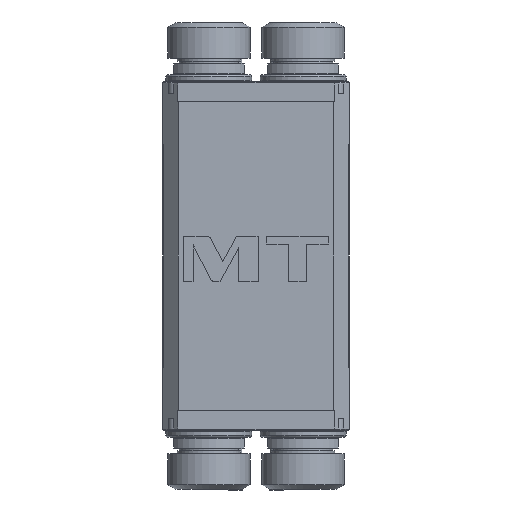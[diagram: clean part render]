
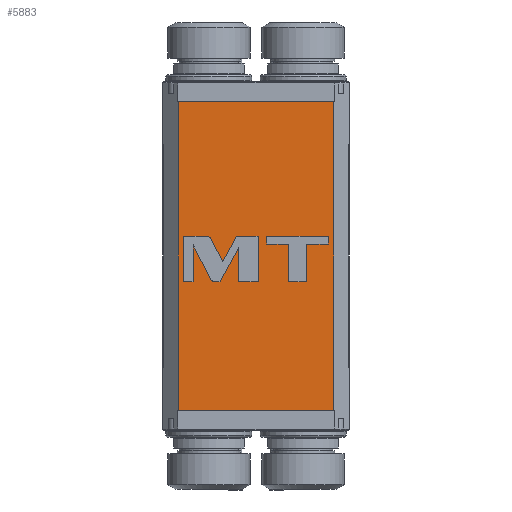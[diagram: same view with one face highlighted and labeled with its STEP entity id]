
A CAD part, left-side view. The second image highlights one B-rep face of the part: STEP entity #5883.
In plain terms, the highlighted planar face has unit normal (-1, 0, 0).
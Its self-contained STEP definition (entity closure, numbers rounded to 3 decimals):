
#74=DIRECTION('',(0.,0.,1.));
#75=VECTOR('',#74,157.);
#76=CARTESIAN_POINT('',(-100.,-39.5,-75.5));
#77=LINE('',#76,#75);
#126=DIRECTION('',(0.,1.,0.));
#127=VECTOR('',#126,79.);
#128=CARTESIAN_POINT('',(-100.,-39.5,81.5));
#129=LINE('',#128,#127);
#130=DIRECTION('',(0.,-1.,0.));
#131=VECTOR('',#130,79.);
#132=CARTESIAN_POINT('',(-100.,39.5,-75.5));
#133=LINE('',#132,#131);
#134=CARTESIAN_POINT('',(-100.,22.775,11.5));
#135=CARTESIAN_POINT('',(-100.,23.253,12.425));
#136=CARTESIAN_POINT('',(-100.,24.198,13.));
#137=CARTESIAN_POINT('',(-100.,25.24,13.));
#139=DIRECTION('',(0.,1.,0.));
#140=VECTOR('',#139,11.582);
#141=CARTESIAN_POINT('',(-100.,25.24,13.));
#142=LINE('',#141,#140);
#143=DIRECTION('',(0.,0.,-1.));
#144=VECTOR('',#143,23.04);
#145=CARTESIAN_POINT('',(-100.,36.822,13.));
#146=LINE('',#145,#144);
#147=DIRECTION('',(0.,-1.,0.));
#148=VECTOR('',#147,4.792);
#149=CARTESIAN_POINT('',(-100.,36.822,-10.04));
#150=LINE('',#149,#148);
#151=DIRECTION('',(0.,0.,1.));
#152=VECTOR('',#151,18.665);
#153=CARTESIAN_POINT('',(-100.,32.03,-10.04));
#154=LINE('',#153,#152);
#155=DIRECTION('',(0.,-0.459,-0.888));
#156=VECTOR('',#155,19.324);
#157=CARTESIAN_POINT('',(-100.,32.03,8.625));
#158=LINE('',#157,#156);
#159=CARTESIAN_POINT('',(-100.,23.155,-8.54));
#160=CARTESIAN_POINT('',(-100.,22.676,-9.465));
#161=CARTESIAN_POINT('',(-100.,21.731,-10.04));
#162=CARTESIAN_POINT('',(-100.,20.689,-10.04));
#164=DIRECTION('',(0.,-1.,0.));
#165=VECTOR('',#164,2.403);
#166=CARTESIAN_POINT('',(-100.,20.689,-10.04));
#167=LINE('',#166,#165);
#168=DIRECTION('',(0.,-0.481,0.877));
#169=VECTOR('',#168,19.991);
#170=CARTESIAN_POINT('',(-100.,18.286,-10.04));
#171=LINE('',#170,#169);
#172=DIRECTION('',(0.,0.,-1.));
#173=VECTOR('',#172,17.525);
#174=CARTESIAN_POINT('',(-100.,8.666,7.485));
#175=LINE('',#174,#173);
#176=DIRECTION('',(0.,-1.,0.));
#177=VECTOR('',#176,9.696);
#178=CARTESIAN_POINT('',(-100.,8.666,-10.04));
#179=LINE('',#178,#177);
#180=DIRECTION('',(0.,0.,1.));
#181=VECTOR('',#180,23.04);
#182=CARTESIAN_POINT('',(-100.,-1.03,-10.04));
#183=LINE('',#182,#181);
#184=DIRECTION('',(0.,1.,0.));
#185=VECTOR('',#184,10.93);
#186=CARTESIAN_POINT('',(-100.,-1.03,13.));
#187=LINE('',#186,#185);
#188=DIRECTION('',(0.,0.481,-0.877));
#189=VECTOR('',#188,14.608);
#190=CARTESIAN_POINT('',(-100.,9.9,13.));
#191=LINE('',#190,#189);
#192=DIRECTION('',(0.,0.459,0.888));
#193=VECTOR('',#192,12.727);
#194=CARTESIAN_POINT('',(-100.,16.929,0.195));
#195=LINE('',#194,#193);
#196=DIRECTION('',(0.,0.,-1.));
#197=VECTOR('',#196,19.116);
#198=CARTESIAN_POINT('',(-100.,-16.524,9.076));
#199=LINE('',#198,#197);
#200=DIRECTION('',(0.,-1.,0.));
#201=VECTOR('',#200,9.125);
#202=CARTESIAN_POINT('',(-100.,-16.524,-10.04));
#203=LINE('',#202,#201);
#204=DIRECTION('',(0.,0.,1.));
#205=VECTOR('',#204,19.116);
#206=CARTESIAN_POINT('',(-100.,-25.649,-10.04));
#207=LINE('',#206,#205);
#208=DIRECTION('',(0.,-1.,0.));
#209=VECTOR('',#208,11.17);
#210=CARTESIAN_POINT('',(-100.,-25.649,9.076));
#211=LINE('',#210,#209);
#212=DIRECTION('',(0.,0.,1.));
#213=VECTOR('',#212,3.924);
#214=CARTESIAN_POINT('',(-100.,-36.819,9.076));
#215=LINE('',#214,#213);
#216=DIRECTION('',(0.,1.,0.));
#217=VECTOR('',#216,31.465);
#218=CARTESIAN_POINT('',(-100.,-36.819,13.));
#219=LINE('',#218,#217);
#220=DIRECTION('',(0.,0.,-1.));
#221=VECTOR('',#220,3.924);
#222=CARTESIAN_POINT('',(-100.,-5.354,13.));
#223=LINE('',#222,#221);
#224=DIRECTION('',(0.,-1.,0.));
#225=VECTOR('',#224,11.17);
#226=CARTESIAN_POINT('',(-100.,-5.354,9.076));
#227=LINE('',#226,#225);
#252=DIRECTION('',(0.,0.,-1.));
#253=VECTOR('',#252,157.);
#254=CARTESIAN_POINT('',(-100.,39.5,81.5));
#255=LINE('',#254,#253);
#4658=CARTESIAN_POINT('',(-100.,39.5,-75.5));
#4659=CARTESIAN_POINT('',(-100.,-39.5,-75.5));
#4660=VERTEX_POINT('',#4658);
#4661=VERTEX_POINT('',#4659);
#5050=CARTESIAN_POINT('',(-100.,-39.5,81.5));
#5051=CARTESIAN_POINT('',(-100.,39.5,81.5));
#5052=VERTEX_POINT('',#5050);
#5053=VERTEX_POINT('',#5051);
#5597=CARTESIAN_POINT('',(-100.,22.775,11.5));
#5598=VERTEX_POINT('',#5597);
#5599=CARTESIAN_POINT('',(-100.,25.24,13.));
#5600=VERTEX_POINT('',#5599);
#5601=CARTESIAN_POINT('',(-100.,36.822,13.));
#5602=VERTEX_POINT('',#5601);
#5603=CARTESIAN_POINT('',(-100.,36.822,-10.04));
#5604=VERTEX_POINT('',#5603);
#5605=CARTESIAN_POINT('',(-100.,32.03,-10.04));
#5606=VERTEX_POINT('',#5605);
#5607=CARTESIAN_POINT('',(-100.,32.03,8.625));
#5608=VERTEX_POINT('',#5607);
#5609=CARTESIAN_POINT('',(-100.,23.155,-8.54));
#5610=VERTEX_POINT('',#5609);
#5611=CARTESIAN_POINT('',(-100.,20.689,-10.04));
#5612=VERTEX_POINT('',#5611);
#5613=CARTESIAN_POINT('',(-100.,18.286,-10.04));
#5614=VERTEX_POINT('',#5613);
#5615=CARTESIAN_POINT('',(-100.,8.666,7.485));
#5616=VERTEX_POINT('',#5615);
#5617=CARTESIAN_POINT('',(-100.,8.666,-10.04));
#5618=VERTEX_POINT('',#5617);
#5619=CARTESIAN_POINT('',(-100.,-1.03,-10.04));
#5620=VERTEX_POINT('',#5619);
#5621=CARTESIAN_POINT('',(-100.,-1.03,13.));
#5622=VERTEX_POINT('',#5621);
#5623=CARTESIAN_POINT('',(-100.,9.9,13.));
#5624=VERTEX_POINT('',#5623);
#5625=CARTESIAN_POINT('',(-100.,16.929,0.195));
#5626=VERTEX_POINT('',#5625);
#5627=CARTESIAN_POINT('',(-100.,-16.524,9.076));
#5628=VERTEX_POINT('',#5627);
#5629=CARTESIAN_POINT('',(-100.,-16.524,-10.04));
#5630=VERTEX_POINT('',#5629);
#5631=CARTESIAN_POINT('',(-100.,-25.649,-10.04));
#5632=VERTEX_POINT('',#5631);
#5633=CARTESIAN_POINT('',(-100.,-25.649,9.076));
#5634=VERTEX_POINT('',#5633);
#5635=CARTESIAN_POINT('',(-100.,-36.819,9.076));
#5636=VERTEX_POINT('',#5635);
#5637=CARTESIAN_POINT('',(-100.,-36.819,13.));
#5638=VERTEX_POINT('',#5637);
#5639=CARTESIAN_POINT('',(-100.,-5.354,13.));
#5640=VERTEX_POINT('',#5639);
#5641=CARTESIAN_POINT('',(-100.,-5.354,9.076));
#5642=VERTEX_POINT('',#5641);
#5819=CARTESIAN_POINT('',(-100.,0.,0.));
#5820=DIRECTION('',(1.,0.,0.));
#5821=DIRECTION('',(0.,-1.,0.));
#5822=AXIS2_PLACEMENT_3D('',#5819,#5820,#5821);
#5823=PLANE('',#5822);
#5825=ORIENTED_EDGE('',*,*,#5824,.F.);
#5827=ORIENTED_EDGE('',*,*,#5826,.F.);
#5828=ORIENTED_EDGE('',*,*,#5781,.F.);
#5830=ORIENTED_EDGE('',*,*,#5829,.F.);
#5831=EDGE_LOOP('',(#5825,#5827,#5828,#5830));
#5832=FACE_OUTER_BOUND('',#5831,.F.);
#5834=ORIENTED_EDGE('',*,*,#5833,.T.);
#5836=ORIENTED_EDGE('',*,*,#5835,.T.);
#5838=ORIENTED_EDGE('',*,*,#5837,.T.);
#5840=ORIENTED_EDGE('',*,*,#5839,.T.);
#5842=ORIENTED_EDGE('',*,*,#5841,.T.);
#5844=ORIENTED_EDGE('',*,*,#5843,.T.);
#5846=ORIENTED_EDGE('',*,*,#5845,.T.);
#5848=ORIENTED_EDGE('',*,*,#5847,.T.);
#5850=ORIENTED_EDGE('',*,*,#5849,.T.);
#5852=ORIENTED_EDGE('',*,*,#5851,.T.);
#5854=ORIENTED_EDGE('',*,*,#5853,.T.);
#5856=ORIENTED_EDGE('',*,*,#5855,.T.);
#5858=ORIENTED_EDGE('',*,*,#5857,.T.);
#5860=ORIENTED_EDGE('',*,*,#5859,.T.);
#5862=ORIENTED_EDGE('',*,*,#5861,.T.);
#5863=EDGE_LOOP('',(#5834,#5836,#5838,#5840,#5842,#5844,#5846,#5848,#5850,#5852,
#5854,#5856,#5858,#5860,#5862));
#5864=FACE_BOUND('',#5863,.F.);
#5866=ORIENTED_EDGE('',*,*,#5865,.T.);
#5868=ORIENTED_EDGE('',*,*,#5867,.T.);
#5870=ORIENTED_EDGE('',*,*,#5869,.T.);
#5872=ORIENTED_EDGE('',*,*,#5871,.T.);
#5874=ORIENTED_EDGE('',*,*,#5873,.T.);
#5876=ORIENTED_EDGE('',*,*,#5875,.T.);
#5878=ORIENTED_EDGE('',*,*,#5877,.T.);
#5880=ORIENTED_EDGE('',*,*,#5879,.T.);
#5881=EDGE_LOOP('',(#5866,#5868,#5870,#5872,#5874,#5876,#5878,#5880));
#5882=FACE_BOUND('',#5881,.F.);
#5883=ADVANCED_FACE('',(#5832,#5864,#5882),#5823,.F.);
#138=B_SPLINE_CURVE_WITH_KNOTS('',3,(#134,#135,#136,#137),.UNSPECIFIED.,.F.,.F.,
(4,4),(0.,1.),.UNSPECIFIED.);
#163=B_SPLINE_CURVE_WITH_KNOTS('',3,(#159,#160,#161,#162),.UNSPECIFIED.,.F.,.F.,
(4,4),(0.,1.),.UNSPECIFIED.);
#5781=EDGE_CURVE('',#4661,#5052,#77,.T.);
#5824=EDGE_CURVE('',#5053,#4660,#255,.T.);
#5826=EDGE_CURVE('',#5052,#5053,#129,.T.);
#5829=EDGE_CURVE('',#4660,#4661,#133,.T.);
#5833=EDGE_CURVE('',#5598,#5600,#138,.T.);
#5835=EDGE_CURVE('',#5600,#5602,#142,.T.);
#5837=EDGE_CURVE('',#5602,#5604,#146,.T.);
#5839=EDGE_CURVE('',#5604,#5606,#150,.T.);
#5841=EDGE_CURVE('',#5606,#5608,#154,.T.);
#5843=EDGE_CURVE('',#5608,#5610,#158,.T.);
#5845=EDGE_CURVE('',#5610,#5612,#163,.T.);
#5847=EDGE_CURVE('',#5612,#5614,#167,.T.);
#5849=EDGE_CURVE('',#5614,#5616,#171,.T.);
#5851=EDGE_CURVE('',#5616,#5618,#175,.T.);
#5853=EDGE_CURVE('',#5618,#5620,#179,.T.);
#5855=EDGE_CURVE('',#5620,#5622,#183,.T.);
#5857=EDGE_CURVE('',#5622,#5624,#187,.T.);
#5859=EDGE_CURVE('',#5624,#5626,#191,.T.);
#5861=EDGE_CURVE('',#5626,#5598,#195,.T.);
#5865=EDGE_CURVE('',#5628,#5630,#199,.T.);
#5867=EDGE_CURVE('',#5630,#5632,#203,.T.);
#5869=EDGE_CURVE('',#5632,#5634,#207,.T.);
#5871=EDGE_CURVE('',#5634,#5636,#211,.T.);
#5873=EDGE_CURVE('',#5636,#5638,#215,.T.);
#5875=EDGE_CURVE('',#5638,#5640,#219,.T.);
#5877=EDGE_CURVE('',#5640,#5642,#223,.T.);
#5879=EDGE_CURVE('',#5642,#5628,#227,.T.);
